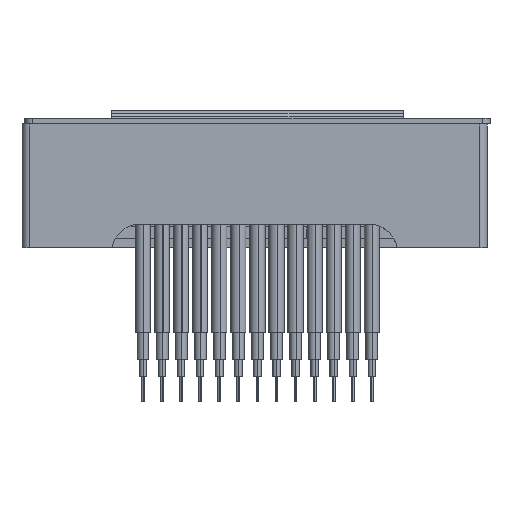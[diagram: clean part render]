
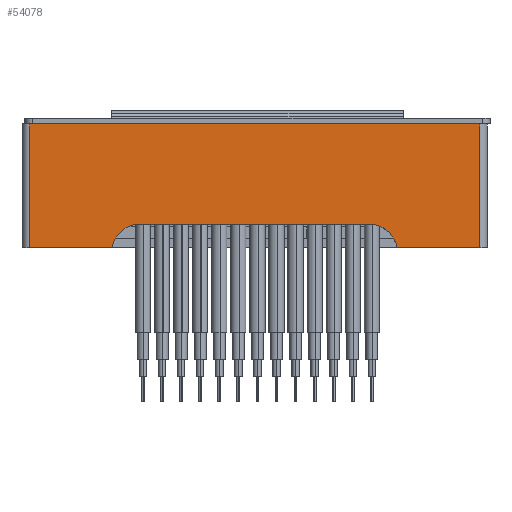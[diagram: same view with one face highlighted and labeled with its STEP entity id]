
A CAD part, left-side view. The second image highlights one B-rep face of the part: STEP entity #54078.
In plain terms, the highlighted face is planar.
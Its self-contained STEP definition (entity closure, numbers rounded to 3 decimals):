
#53775=AXIS2_PLACEMENT_3D('Circle Axis2P3D',#53773,#53774,$) ;
#54040=AXIS2_PLACEMENT_3D('Plane Axis2P3D',#54037,#54038,#54039) ;
#54051=AXIS2_PLACEMENT_3D('Circle Axis2P3D',#54049,#54050,$) ;
#53646=CARTESIAN_POINT('Line Origine',(-11.8,-0.2,3.25)) ;
#53650=CARTESIAN_POINT('Vertex',(-11.8,-0.2,0.)) ;
#53652=CARTESIAN_POINT('Vertex',(-11.8,-0.2,6.5)) ;
#53746=CARTESIAN_POINT('Vertex',(-7.479,-0.2,0.)) ;
#53751=CARTESIAN_POINT('Line Origine',(-9.64,-0.2,0.)) ;
#53773=CARTESIAN_POINT('Axis2P3D Location',(-6.,-0.2,-0.25)) ;
#53777=CARTESIAN_POINT('Vertex',(-6.,-0.2,1.25)) ;
#54005=CARTESIAN_POINT('Vertex',(11.8,-0.2,6.5)) ;
#54025=CARTESIAN_POINT('Line Origine',(0.,-0.2,6.5)) ;
#54037=CARTESIAN_POINT('Axis2P3D Location',(0.,-0.2,0.)) ;
#54042=CARTESIAN_POINT('Line Origine',(0.,-0.2,1.25)) ;
#54046=CARTESIAN_POINT('Vertex',(6.,-0.2,1.25)) ;
#54049=CARTESIAN_POINT('Axis2P3D Location',(6.,-0.2,-0.25)) ;
#54053=CARTESIAN_POINT('Vertex',(7.479,-0.2,0.)) ;
#54056=CARTESIAN_POINT('Line Origine',(9.64,-0.2,0.)) ;
#54060=CARTESIAN_POINT('Vertex',(11.8,-0.2,0.)) ;
#54063=CARTESIAN_POINT('Line Origine',(11.8,-0.2,3.25)) ;
#53647=DIRECTION('Vector Direction',(0.,0.,1.)) ;
#53752=DIRECTION('Vector Direction',(1.,0.,0.)) ;
#53774=DIRECTION('Axis2P3D Direction',(0.,1.,-0.)) ;
#54026=DIRECTION('Vector Direction',(1.,0.,0.)) ;
#54038=DIRECTION('Axis2P3D Direction',(0.,1.,-0.)) ;
#54039=DIRECTION('Axis2P3D XDirection',(-1.,0.,0.)) ;
#54043=DIRECTION('Vector Direction',(1.,0.,0.)) ;
#54050=DIRECTION('Axis2P3D Direction',(0.,1.,-0.)) ;
#54057=DIRECTION('Vector Direction',(1.,0.,0.)) ;
#54064=DIRECTION('Vector Direction',(0.,0.,1.)) ;
#53648=VECTOR('Line Direction',#53647,1.) ;
#53753=VECTOR('Line Direction',#53752,1.) ;
#54027=VECTOR('Line Direction',#54026,1.) ;
#54044=VECTOR('Line Direction',#54043,1.) ;
#54058=VECTOR('Line Direction',#54057,1.) ;
#54065=VECTOR('Line Direction',#54064,1.) ;
#54069=ORIENTED_EDGE('',*,*,#53779,.T.) ;
#54070=ORIENTED_EDGE('',*,*,#54048,.T.) ;
#54071=ORIENTED_EDGE('',*,*,#54055,.T.) ;
#54072=ORIENTED_EDGE('',*,*,#54062,.T.) ;
#54073=ORIENTED_EDGE('',*,*,#54067,.T.) ;
#54074=ORIENTED_EDGE('',*,*,#54029,.F.) ;
#54075=ORIENTED_EDGE('',*,*,#53654,.F.) ;
#54076=ORIENTED_EDGE('',*,*,#53755,.T.) ;
#54078=ADVANCED_FACE('Hauptk\X2\00F6\X0\rper',(#54077),#54041,.F.) ;
#53776=CIRCLE('generated circle',#53775,1.5) ;
#54052=CIRCLE('generated circle',#54051,1.5) ;
#53654=EDGE_CURVE('',#53651,#53653,#53649,.T.) ;
#53755=EDGE_CURVE('',#53651,#53747,#53754,.T.) ;
#53779=EDGE_CURVE('',#53747,#53778,#53776,.T.) ;
#54029=EDGE_CURVE('',#53653,#54006,#54028,.T.) ;
#54048=EDGE_CURVE('',#53778,#54047,#54045,.T.) ;
#54055=EDGE_CURVE('',#54047,#54054,#54052,.T.) ;
#54062=EDGE_CURVE('',#54054,#54061,#54059,.T.) ;
#54067=EDGE_CURVE('',#54061,#54006,#54066,.T.) ;
#54068=EDGE_LOOP('',(#54069,#54070,#54071,#54072,#54073,#54074,#54075,#54076)) ;
#54077=FACE_OUTER_BOUND('',#54068,.T.) ;
#53649=LINE('Line',#53646,#53648) ;
#53754=LINE('Line',#53751,#53753) ;
#54028=LINE('Line',#54025,#54027) ;
#54045=LINE('Line',#54042,#54044) ;
#54059=LINE('Line',#54056,#54058) ;
#54066=LINE('Line',#54063,#54065) ;
#54041=PLANE('',#54040) ;
#53651=VERTEX_POINT('',#53650) ;
#53653=VERTEX_POINT('',#53652) ;
#53747=VERTEX_POINT('',#53746) ;
#53778=VERTEX_POINT('',#53777) ;
#54006=VERTEX_POINT('',#54005) ;
#54047=VERTEX_POINT('',#54046) ;
#54054=VERTEX_POINT('',#54053) ;
#54061=VERTEX_POINT('',#54060) ;
